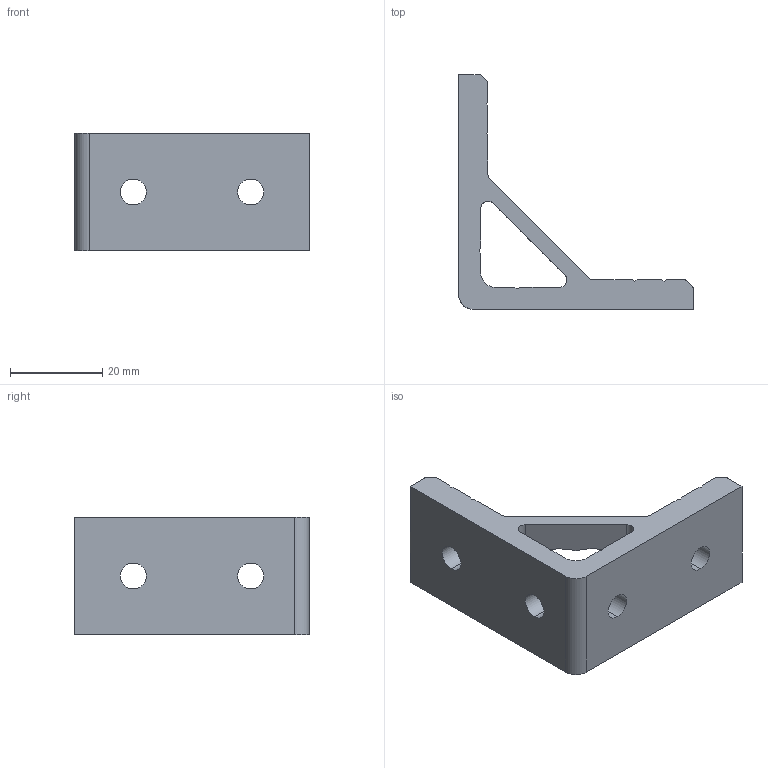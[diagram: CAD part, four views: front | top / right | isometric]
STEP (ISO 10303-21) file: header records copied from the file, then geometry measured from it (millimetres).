
FILE_DESCRIPTION (( 'STEP AP203' ), '1' );
FILE_NAME ('REV-21-1203.STEP', '2017-11-30T20:48:08', ( '' ), ( '' ), 'SwSTEP 2.0', 'SolidWorks 2017', '' );
FILE_SCHEMA (( 'CONFIG_CONTROL_DESIGN' ));
Length unit declared in the file: inch
Products named in the file (1): REV-21-1203
Bounding box: 50.8 x 50.8 x 25.4 mm (x, y, z)
Volume: 14647.7 mm3; surface area: 7467.3 mm2
Topology: 1 solids, 1 shells, 65 faces, 196 edges, 127 vertices
Faces by surface type: plane 42, cylinder 23
Entity records: 2342 total; most frequent: CARTESIAN_POINT 542, ORIENTED_EDGE 392, DIRECTION 331, EDGE_CURVE 196, VECTOR 127, VERTEX_POINT 127, LINE 127, AXIS2_PLACEMENT_3D 102
